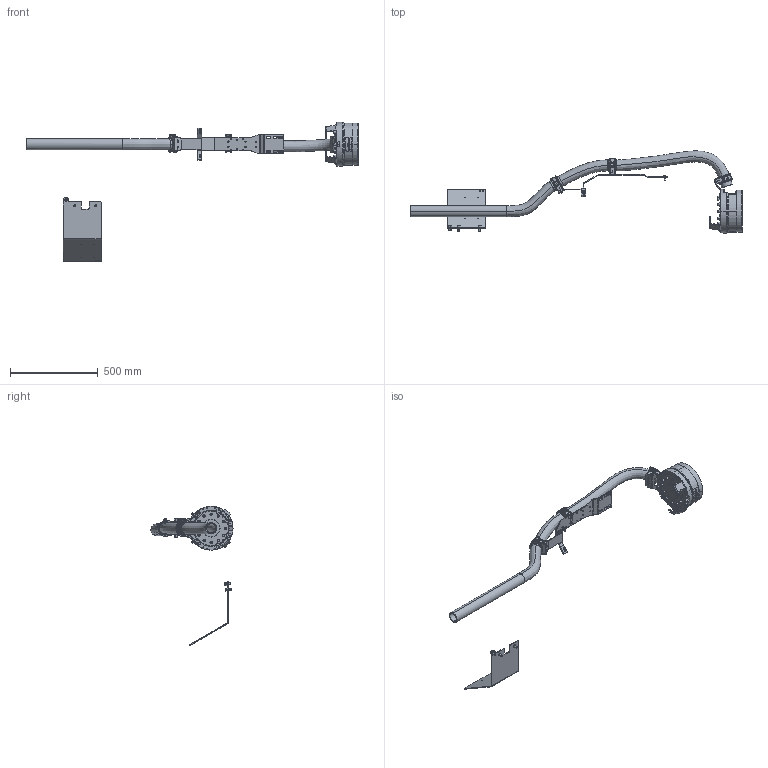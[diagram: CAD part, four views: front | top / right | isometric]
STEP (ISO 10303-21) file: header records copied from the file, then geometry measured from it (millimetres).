
FILE_DESCRIPTION (( 'STEP AP203' ), '1' );
FILE_NAME ('TS153-610.STEP', '2020-02-27T16:08:01', ( '' ), ( '' ), 'SwSTEP 2.0', 'SolidWorks 2017', '' );
FILE_SCHEMA (( 'CONFIG_CONTROL_DESIGN' ));
Products named in the file (1): TS153-610
Bounding box: 1890.1 x 467.31 x 792.79 mm (x, y, z)
Surface area: 1758212.9 mm2 (no closed solid volume)
Topology: 0 solids, 87 shells, 5921 faces, 15515 edges, 10020 vertices
Faces by surface type: plane 2429, bspline 1613, cylinder 1439, cone 253, torus 149, sphere 38
Entity records: 305682 total; most frequent: CARTESIAN_POINT 171074, ORIENTED_EDGE 30664, DIRECTION 23570, EDGE_CURVE 15347, VERTEX_POINT 9984, AXIS2_PLACEMENT_3D 8106, LINE 7358, VECTOR 7358
